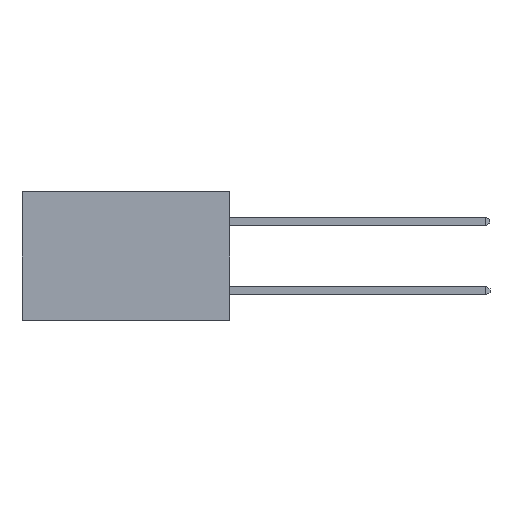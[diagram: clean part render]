
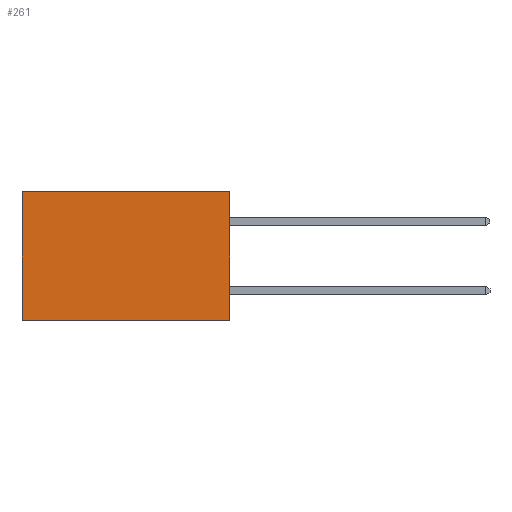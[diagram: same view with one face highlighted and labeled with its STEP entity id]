
A CAD part, left-side view. The second image highlights one B-rep face of the part: STEP entity #261.
In plain terms, the highlighted planar face has unit normal (-1, 0, 0).
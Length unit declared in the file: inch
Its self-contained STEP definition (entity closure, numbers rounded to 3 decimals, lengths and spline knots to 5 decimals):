
#187 = DIRECTION ( 'NONE',  ( 0., 0., -1. ) ) ;
#261 = ADVANCED_FACE ( 'NONE', ( #4506 ), #7167, .F. ) ;
#362 = EDGE_CURVE ( 'NONE', #7232, #4423, #3596, .T. ) ;
#531 = CARTESIAN_POINT ( 'NONE',  ( 0.2615, 0., -0.37 ) ) ;
#546 = DIRECTION ( 'NONE',  ( 0., 1., 0. ) ) ;
#560 = CARTESIAN_POINT ( 'NONE',  ( 0.2615, 0., 0. ) ) ;
#928 = CARTESIAN_POINT ( 'NONE',  ( 0.2615, 0., 0. ) ) ;
#1130 = AXIS2_PLACEMENT_3D ( 'NONE', #8175, #1714, #187 ) ;
#1146 = VECTOR ( 'NONE', #8202, 39.37008 ) ;
#1714 = DIRECTION ( 'NONE',  ( 1., 0., 0. ) ) ;
#1728 = VECTOR ( 'NONE', #6433, 39.37008 ) ;
#2578 = VERTEX_POINT ( 'NONE', #5057 ) ;
#3186 = CARTESIAN_POINT ( 'NONE',  ( 0.2615, 0.6, -0.37 ) ) ;
#3189 = CARTESIAN_POINT ( 'NONE',  ( 0.2615, 0.6, -0.37 ) ) ;
#3596 = LINE ( 'NONE', #531, #1728 ) ;
#3787 = EDGE_LOOP ( 'NONE', ( #5607, #5538, #5181, #5234 ) ) ;
#4372 = LINE ( 'NONE', #3189, #7938 ) ;
#4423 = VERTEX_POINT ( 'NONE', #3186 ) ;
#4506 = FACE_OUTER_BOUND ( 'NONE', #3787, .T. ) ;
#5057 = CARTESIAN_POINT ( 'NONE',  ( 0.2615, 0.6, 0. ) ) ;
#5174 = EDGE_CURVE ( 'NONE', #8957, #2578, #5435, .T. ) ;
#5181 = ORIENTED_EDGE ( 'NONE', *, *, #5291, .F. ) ;
#5234 = ORIENTED_EDGE ( 'NONE', *, *, #5174, .T. ) ;
#5291 = EDGE_CURVE ( 'NONE', #8957, #7232, #6670, .T. ) ;
#5435 = LINE ( 'NONE', #560, #5669 ) ;
#5538 = ORIENTED_EDGE ( 'NONE', *, *, #362, .F. ) ;
#5607 = ORIENTED_EDGE ( 'NONE', *, *, #8333, .T. ) ;
#5669 = VECTOR ( 'NONE', #546, 39.37008 ) ;
#6106 = DIRECTION ( 'NONE',  ( 0., 0., -1. ) ) ;
#6433 = DIRECTION ( 'NONE',  ( 0., 1., 0. ) ) ;
#6670 = LINE ( 'NONE', #7752, #1146 ) ;
#7167 = PLANE ( 'NONE',  #1130 ) ;
#7232 = VERTEX_POINT ( 'NONE', #9026 ) ;
#7752 = CARTESIAN_POINT ( 'NONE',  ( 0.2615, 0., -0.37 ) ) ;
#7938 = VECTOR ( 'NONE', #6106, 39.37008 ) ;
#8175 = CARTESIAN_POINT ( 'NONE',  ( 0.2615, 0., -0.37 ) ) ;
#8202 = DIRECTION ( 'NONE',  ( 0., 0., -1. ) ) ;
#8333 = EDGE_CURVE ( 'NONE', #2578, #4423, #4372, .T. ) ;
#8957 = VERTEX_POINT ( 'NONE', #928 ) ;
#9026 = CARTESIAN_POINT ( 'NONE',  ( 0.2615, 0., -0.37 ) ) ;
